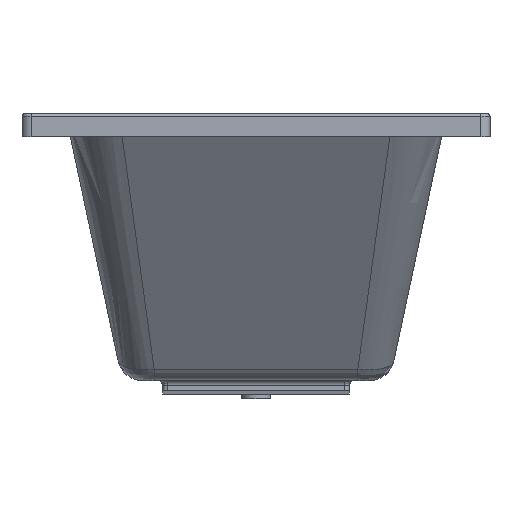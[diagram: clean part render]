
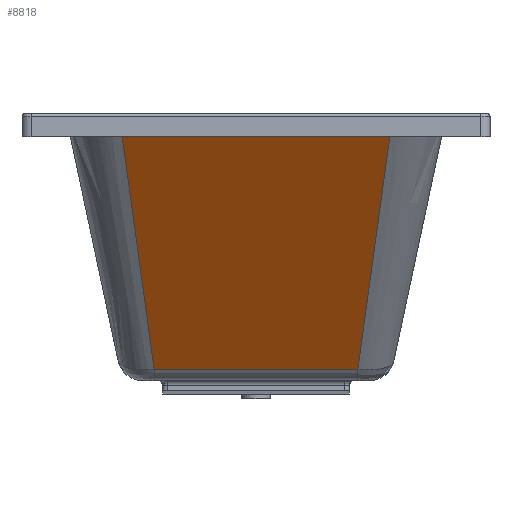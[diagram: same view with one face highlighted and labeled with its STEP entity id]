
A CAD part, left-side view. The second image highlights one B-rep face of the part: STEP entity #8818.
In plain terms, the highlighted planar face has unit normal (-0.824, 0, -0.567).
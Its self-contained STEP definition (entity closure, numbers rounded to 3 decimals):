
#4661=CARTESIAN_POINT('',(216.604,-140.434,-383.528));
#4662=VERTEX_POINT('',#4661);
#5347=CARTESIAN_POINT('',(216.604,-444.964,-383.528));
#5348=VERTEX_POINT('',#5347);
#5356=CARTESIAN_POINT('',(216.604,-444.964,-383.528));
#5357=DIRECTION('',(0.0,1.0,0.0));
#5358=VECTOR('',#5357,304.53);
#5359=LINE('',#5356,#5358);
#5360=EDGE_CURVE('',#5348,#4662,#5359,.T.);
#8788=CARTESIAN_POINT('',(-47.071,-497.699,0.0));
#8789=DIRECTION('',(-0.824,0.,-0.567));
#8790=DIRECTION('',(-0.567,0.,0.824));
#8791=AXIS2_PLACEMENT_3D('',#8788,#8789,#8790);
#8792=PLANE('',#8791);
#8793=ORIENTED_EDGE('',*,*,#5360,.F.);
#8794=CARTESIAN_POINT('',(-40.581,-496.401,-9.44));
#8795=VERTEX_POINT('',#8794);
#8796=CARTESIAN_POINT('',(-40.581,-496.401,-9.44));
#8797=DIRECTION('',(0.563,0.113,-0.819));
#8798=VECTOR('',#8797,456.872);
#8799=LINE('',#8796,#8798);
#8800=EDGE_CURVE('',#8795,#5348,#8799,.T.);
#8801=ORIENTED_EDGE('',*,*,#8800,.F.);
#8802=CARTESIAN_POINT('',(-40.581,-88.997,-9.44));
#8803=VERTEX_POINT('',#8802);
#8804=CARTESIAN_POINT('',(-40.581,-496.401,-9.44));
#8805=DIRECTION('',(0.0,1.0,0.0));
#8806=VECTOR('',#8805,407.404);
#8807=LINE('',#8804,#8806);
#8808=EDGE_CURVE('',#8795,#8803,#8807,.T.);
#8809=ORIENTED_EDGE('',*,*,#8808,.T.);
#8810=CARTESIAN_POINT('',(-40.581,-88.997,-9.44));
#8811=DIRECTION('',(0.563,-0.113,-0.819));
#8812=VECTOR('',#8811,456.872);
#8813=LINE('',#8810,#8812);
#8814=EDGE_CURVE('',#8803,#4662,#8813,.T.);
#8815=ORIENTED_EDGE('',*,*,#8814,.T.);
#8816=EDGE_LOOP('',(#8793,#8801,#8809,#8815));
#8817=FACE_OUTER_BOUND('',#8816,.T.);
#8818=ADVANCED_FACE('',(#8817),#8792,.T.);
